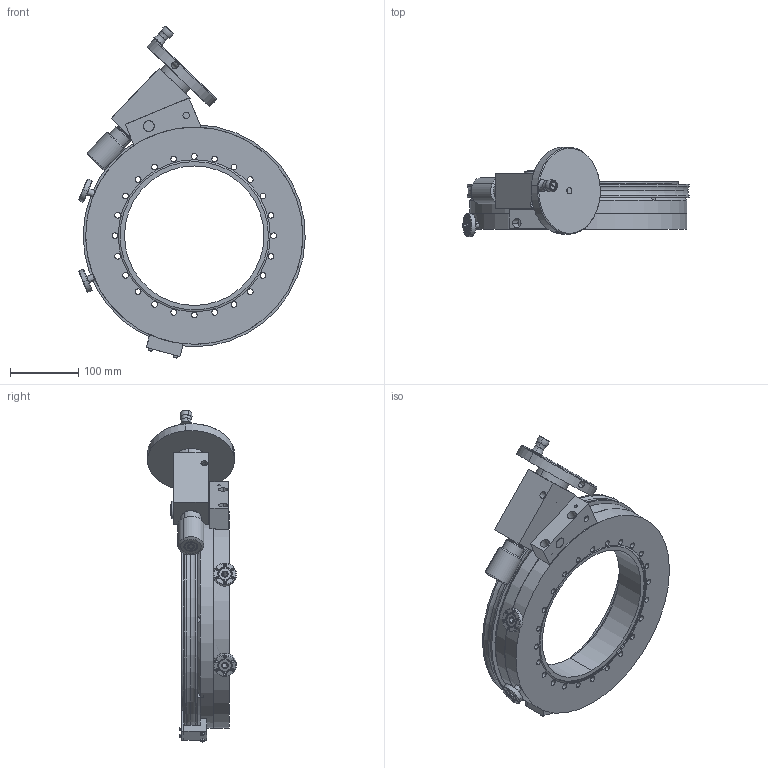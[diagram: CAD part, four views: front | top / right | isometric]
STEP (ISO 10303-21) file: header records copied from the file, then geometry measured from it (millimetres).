
FILE_DESCRIPTION (( 'STEP AP214' ), '1' );
FILE_NAME ('SLO-EX, RNN-800_FA.STEP', '2016-05-25T23:41:05', ( 'My Thermionics' ), ( '' ), 'SwSTEP 2.0', 'SolidWorks 2010', '' );
FILE_SCHEMA (( 'AUTOMOTIVE_DESIGN' ));
Length unit declared in the file: inch
Products named in the file (1): SLO-EX, RNN-800_FA
Bounding box: 331.04 x 130.04 x 485.35 mm (x, y, z)
Surface area: 449342.8 mm2 (no closed solid volume)
Topology: 0 solids, 50 shells, 627 faces, 4589 edges, 3635 vertices
Faces by surface type: plane 292, cylinder 266, cone 58, torus 10, bspline 1
Entity records: 54465 total; most frequent: CARTESIAN_POINT 12313, DIRECTION 7127, ORIENTED_EDGE 6043, EDGE_CURVE 4581, VERTEX_POINT 3635, LINE 2949, VECTOR 2949, AXIS2_PLACEMENT_3D 2089
